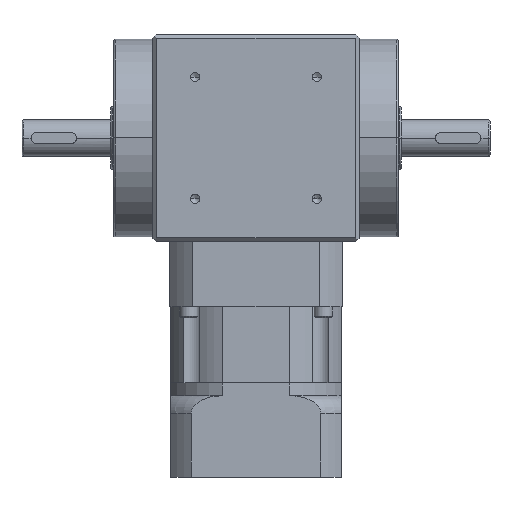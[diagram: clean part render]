
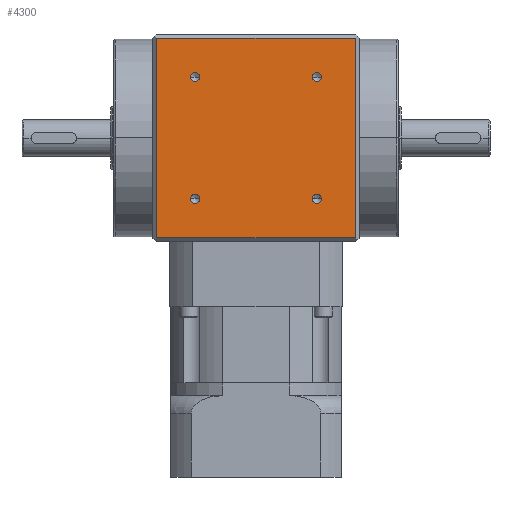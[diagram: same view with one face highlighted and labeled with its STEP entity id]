
A CAD part, top view. The second image highlights one B-rep face of the part: STEP entity #4300.
In plain terms, the highlighted planar face has unit normal (0, 0, 1).
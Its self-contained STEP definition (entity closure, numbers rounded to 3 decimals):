
#177 = EDGE_CURVE ( 'NONE', #16838, #20377, #12931, .T. ) ;
#178 = AXIS2_PLACEMENT_3D ( 'NONE', #20838, #11211, #1588 ) ;
#237 = CARTESIAN_POINT ( 'NONE',  ( -60., 248.1, 57. ) ) ;
#476 = DIRECTION ( 'NONE',  ( -1., 0., 0. ) ) ;
#527 = DIRECTION ( 'NONE',  ( 0., 1., 0. ) ) ;
#584 = DIRECTION ( 'NONE',  ( 0., -1., 0. ) ) ;
#1104 = DIRECTION ( 'NONE',  ( 0., 1., 0. ) ) ;
#1260 = CIRCLE ( 'NONE', #10527, 2.5 ) ;
#1588 = DIRECTION ( 'NONE',  ( 0., -1., 0. ) ) ;
#1624 = CIRCLE ( 'NONE', #15141, 2.5 ) ;
#1806 = CARTESIAN_POINT ( 'NONE',  ( -33.588, 159.512, 57. ) ) ;
#1834 = CIRCLE ( 'NONE', #178, 2.5 ) ;
#1997 = CARTESIAN_POINT ( 'NONE',  ( 33.588, 159.512, 57. ) ) ;
#2073 = VECTOR ( 'NONE', #6710, 1000. ) ;
#2088 = VERTEX_POINT ( 'NONE', #5089 ) ;
#2176 = VECTOR ( 'NONE', #7908, 1000. ) ;
#2674 = DIRECTION ( 'NONE',  ( 0., 0., 1. ) ) ;
#2715 = VECTOR ( 'NONE', #476, 1000. ) ;
#3000 = CARTESIAN_POINT ( 'NONE',  ( -54.844, 138.1, 57. ) ) ;
#3001 = FACE_BOUND ( 'NONE', #3201, .T. ) ;
#3060 = ORIENTED_EDGE ( 'NONE', *, *, #18552, .F. ) ;
#3074 = LINE ( 'NONE', #237, #2073 ) ;
#3201 = EDGE_LOOP ( 'NONE', ( #5473, #17002 ) ) ;
#3415 = DIRECTION ( 'NONE',  ( 0., -1., 0. ) ) ;
#3524 = FACE_BOUND ( 'NONE', #10680, .T. ) ;
#3556 = AXIS2_PLACEMENT_3D ( 'NONE', #17768, #8173, #19380 ) ;
#3614 = DIRECTION ( 'NONE',  ( 0., -1., 0. ) ) ;
#3772 = VERTEX_POINT ( 'NONE', #9861 ) ;
#3784 = AXIS2_PLACEMENT_3D ( 'NONE', #5960, #17202, #7605 ) ;
#3970 = EDGE_CURVE ( 'NONE', #6451, #16249, #1260, .T. ) ;
#4079 = DIRECTION ( 'NONE',  ( 0., 0., -1. ) ) ;
#4300 = ADVANCED_FACE ( 'NONE', ( #3524, #12070, #7312, #3001, #19601 ), #4802, .F. ) ;
#4554 = EDGE_LOOP ( 'NONE', ( #9550, #7408 ) ) ;
#4802 = PLANE ( 'NONE',  #18326 ) ;
#5089 = CARTESIAN_POINT ( 'NONE',  ( 33.588, 162.012, 57. ) ) ;
#5314 = AXIS2_PLACEMENT_3D ( 'NONE', #1997, #13235, #3614 ) ;
#5372 = CARTESIAN_POINT ( 'NONE',  ( 33.588, 157.012, 57. ) ) ;
#5473 = ORIENTED_EDGE ( 'NONE', *, *, #16023, .F. ) ;
#5616 = CARTESIAN_POINT ( 'NONE',  ( -60., 250.1, 57. ) ) ;
#5960 = CARTESIAN_POINT ( 'NONE',  ( 33.588, 226.688, 57. ) ) ;
#6451 = VERTEX_POINT ( 'NONE', #6907 ) ;
#6710 = DIRECTION ( 'NONE',  ( 1., 0., 0. ) ) ;
#6714 = VERTEX_POINT ( 'NONE', #17160 ) ;
#6907 = CARTESIAN_POINT ( 'NONE',  ( -33.588, 229.188, 57. ) ) ;
#7003 = LINE ( 'NONE', #10140, #2715 ) ;
#7010 = CARTESIAN_POINT ( 'NONE',  ( 33.588, 229.188, 57. ) ) ;
#7210 = EDGE_CURVE ( 'NONE', #6714, #17199, #20227, .T. ) ;
#7312 = FACE_BOUND ( 'NONE', #4554, .T. ) ;
#7408 = ORIENTED_EDGE ( 'NONE', *, *, #9971, .F. ) ;
#7605 = DIRECTION ( 'NONE',  ( 0., -1., 0. ) ) ;
#7908 = DIRECTION ( 'NONE',  ( 0., -1., 0. ) ) ;
#8173 = DIRECTION ( 'NONE',  ( 0., 0., 1. ) ) ;
#8676 = EDGE_LOOP ( 'NONE', ( #14156, #15138 ) ) ;
#8764 = EDGE_CURVE ( 'NONE', #3772, #18417, #13502, .T. ) ;
#8816 = AXIS2_PLACEMENT_3D ( 'NONE', #19852, #10243, #584 ) ;
#9550 = ORIENTED_EDGE ( 'NONE', *, *, #19300, .F. ) ;
#9701 = VECTOR ( 'NONE', #527, 1000. ) ;
#9861 = CARTESIAN_POINT ( 'NONE',  ( 54.844, 248.1, 57. ) ) ;
#9971 = EDGE_CURVE ( 'NONE', #2088, #19526, #11693, .T. ) ;
#10140 = CARTESIAN_POINT ( 'NONE',  ( -60., 138.1, 57. ) ) ;
#10243 = DIRECTION ( 'NONE',  ( 0., 0., 1. ) ) ;
#10283 = CARTESIAN_POINT ( 'NONE',  ( 54.844, 138.1, 57. ) ) ;
#10524 = CARTESIAN_POINT ( 'NONE',  ( -54.844, 0., 57. ) ) ;
#10527 = AXIS2_PLACEMENT_3D ( 'NONE', #19628, #19553, #19479 ) ;
#10680 = EDGE_LOOP ( 'NONE', ( #3060, #16903 ) ) ;
#11093 = ORIENTED_EDGE ( 'NONE', *, *, #16483, .F. ) ;
#11138 = CARTESIAN_POINT ( 'NONE',  ( -33.588, 157.012, 57. ) ) ;
#11211 = DIRECTION ( 'NONE',  ( 0., 0., 1. ) ) ;
#11693 = CIRCLE ( 'NONE', #5314, 2.5 ) ;
#12070 = FACE_BOUND ( 'NONE', #8676, .T. ) ;
#12302 = CARTESIAN_POINT ( 'NONE',  ( -33.588, 226.688, 57. ) ) ;
#12336 = ORIENTED_EDGE ( 'NONE', *, *, #177, .F. ) ;
#12664 = ORIENTED_EDGE ( 'NONE', *, *, #19419, .F. ) ;
#12931 = LINE ( 'NONE', #10524, #9701 ) ;
#13002 = VERTEX_POINT ( 'NONE', #15648 ) ;
#13040 = DIRECTION ( 'NONE',  ( 0., 0., 1. ) ) ;
#13124 = ORIENTED_EDGE ( 'NONE', *, *, #8764, .F. ) ;
#13235 = DIRECTION ( 'NONE',  ( 0., 0., 1. ) ) ;
#13502 = LINE ( 'NONE', #19113, #2176 ) ;
#13870 = CARTESIAN_POINT ( 'NONE',  ( -33.588, 224.188, 57. ) ) ;
#13908 = DIRECTION ( 'NONE',  ( 0., -1., 0. ) ) ;
#14156 = ORIENTED_EDGE ( 'NONE', *, *, #18782, .F. ) ;
#14281 = CIRCLE ( 'NONE', #3784, 2.5 ) ;
#14345 = CARTESIAN_POINT ( 'NONE',  ( -54.844, 248.1, 57. ) ) ;
#14946 = CIRCLE ( 'NONE', #3556, 2.5 ) ;
#15138 = ORIENTED_EDGE ( 'NONE', *, *, #16747, .F. ) ;
#15141 = AXIS2_PLACEMENT_3D ( 'NONE', #12302, #2674, #13908 ) ;
#15648 = CARTESIAN_POINT ( 'NONE',  ( 33.588, 224.188, 57. ) ) ;
#16023 = EDGE_CURVE ( 'NONE', #17199, #6714, #16602, .T. ) ;
#16249 = VERTEX_POINT ( 'NONE', #13870 ) ;
#16411 = EDGE_LOOP ( 'NONE', ( #13124, #12664, #12336, #11093 ) ) ;
#16483 = EDGE_CURVE ( 'NONE', #18417, #16838, #7003, .T. ) ;
#16602 = CIRCLE ( 'NONE', #17225, 2.5 ) ;
#16747 = EDGE_CURVE ( 'NONE', #17038, #13002, #14281, .T. ) ;
#16838 = VERTEX_POINT ( 'NONE', #3000 ) ;
#16903 = ORIENTED_EDGE ( 'NONE', *, *, #3970, .F. ) ;
#17002 = ORIENTED_EDGE ( 'NONE', *, *, #7210, .F. ) ;
#17038 = VERTEX_POINT ( 'NONE', #7010 ) ;
#17160 = CARTESIAN_POINT ( 'NONE',  ( -33.588, 162.012, 57. ) ) ;
#17199 = VERTEX_POINT ( 'NONE', #11138 ) ;
#17202 = DIRECTION ( 'NONE',  ( 0., 0., 1. ) ) ;
#17225 = AXIS2_PLACEMENT_3D ( 'NONE', #1806, #13040, #3415 ) ;
#17768 = CARTESIAN_POINT ( 'NONE',  ( 33.588, 226.688, 57. ) ) ;
#18326 = AXIS2_PLACEMENT_3D ( 'NONE', #5616, #4079, #1104 ) ;
#18417 = VERTEX_POINT ( 'NONE', #10283 ) ;
#18552 = EDGE_CURVE ( 'NONE', #16249, #6451, #1624, .T. ) ;
#18782 = EDGE_CURVE ( 'NONE', #13002, #17038, #14946, .T. ) ;
#19113 = CARTESIAN_POINT ( 'NONE',  ( 54.844, 0., 57. ) ) ;
#19300 = EDGE_CURVE ( 'NONE', #19526, #2088, #1834, .T. ) ;
#19380 = DIRECTION ( 'NONE',  ( 0., -1., 0. ) ) ;
#19419 = EDGE_CURVE ( 'NONE', #20377, #3772, #3074, .T. ) ;
#19479 = DIRECTION ( 'NONE',  ( 0., -1., 0. ) ) ;
#19526 = VERTEX_POINT ( 'NONE', #5372 ) ;
#19553 = DIRECTION ( 'NONE',  ( 0., 0., 1. ) ) ;
#19601 = FACE_OUTER_BOUND ( 'NONE', #16411, .T. ) ;
#19628 = CARTESIAN_POINT ( 'NONE',  ( -33.588, 226.688, 57. ) ) ;
#19852 = CARTESIAN_POINT ( 'NONE',  ( -33.588, 159.512, 57. ) ) ;
#20227 = CIRCLE ( 'NONE', #8816, 2.5 ) ;
#20377 = VERTEX_POINT ( 'NONE', #14345 ) ;
#20838 = CARTESIAN_POINT ( 'NONE',  ( 33.588, 159.512, 57. ) ) ;
